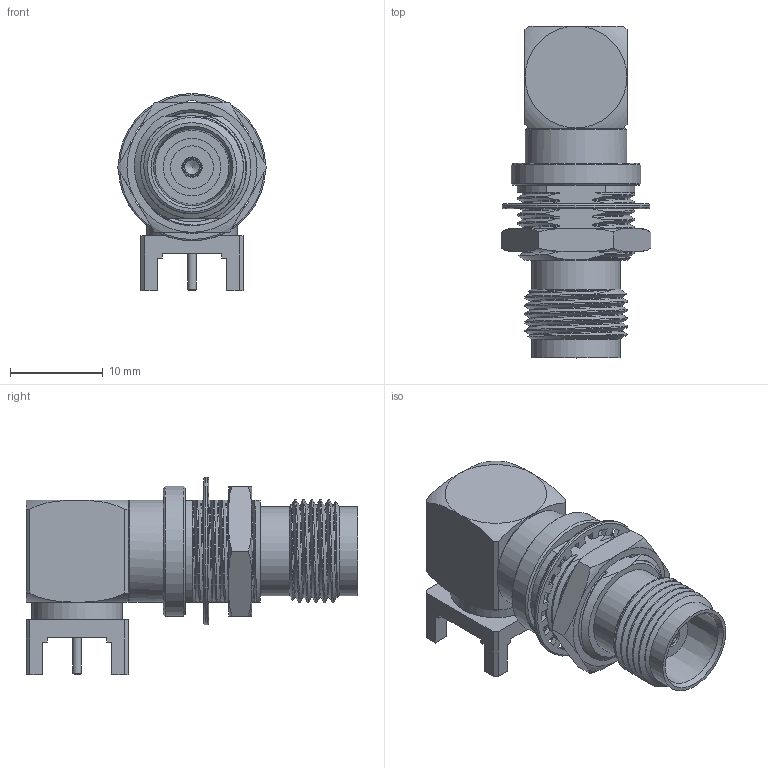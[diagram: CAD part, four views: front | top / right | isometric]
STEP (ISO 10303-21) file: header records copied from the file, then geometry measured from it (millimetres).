
FILE_DESCRIPTION(/* description */ ('Unknown'),/* implementation_level */ '2;1');
FILE_NAME(/* name */ '67011042241505',/* time_stamp */ '2023-07-06T14:59:00+02:00',/* author */ ('Unknown'),/* organization */ ('Unknown'),/* preprocessor_version */ 'ST-DEVELOPER v18.102',/* originating_system */ 'Solid Edge',/* authorisation */ 'Unknown');
FILE_SCHEMA (('AUTOMOTIVE_DESIGN {1 0 10303 214 3 1 1}'));
Products named in the file (1): 67011042241505
Bounding box: 16.17 x 35.78 x 21.25 mm (x, y, z)
Volume: 3852.3 mm3; surface area: 3722.9 mm2
Topology: 2 solids, 2 shells, 378 faces, 1167 edges, 769 vertices
Faces by surface type: plane 195, cylinder 100, bspline 37, cone 26, torus 20
Full cylindrical faces by diameter (mm): 0.95 x1, 1.5 x2, 2.103 x1, 2.2 x1, 3.4 x1, 3.44 x1, 4.6 x1, 6.2 x1, 7.5 x2, 7.9 x1, 9.6 x2, 9.8 x1, 10.99 x1, 14 x1, 15.9 x1
Entity records: 35790 total; most frequent: CARTESIAN_POINT 24119, ORIENTED_EDGE 2210, DIRECTION 1731, EDGE_CURVE 1105, VERTEX_POINT 747, AXIS2_PLACEMENT_3D 621, LINE 489, VECTOR 489
